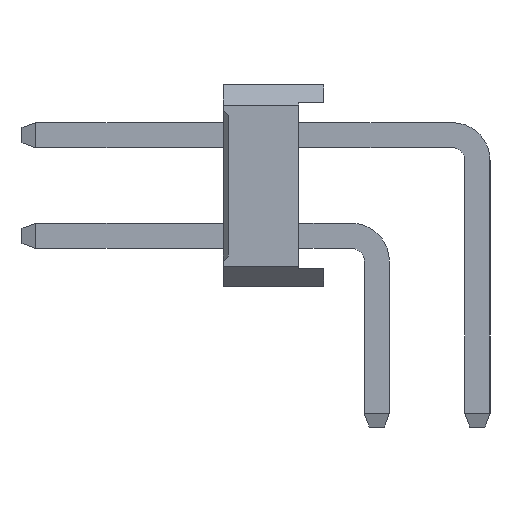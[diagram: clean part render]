
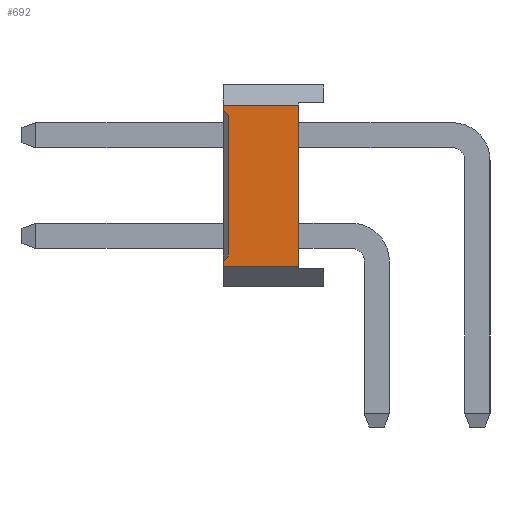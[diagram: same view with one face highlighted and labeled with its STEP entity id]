
A CAD part, left-side view. The second image highlights one B-rep face of the part: STEP entity #692.
In plain terms, the highlighted planar face has unit normal (-1, 0, 0).
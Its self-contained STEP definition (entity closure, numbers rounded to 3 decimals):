
#692=ADVANCED_FACE('',(#12746),#12748,.T.);
#12746=FACE_BOUND('',#12747,.T.);
#12747=EDGE_LOOP('',(#22517,#22518,#22519,#22520,#22521,#22522,#22523,#22524));
#12748=PLANE('',#12749);
#12749=AXIS2_PLACEMENT_3D('',#12750,#12751,#12752);
#12750=CARTESIAN_POINT('',(-1.,1.05,0.4));
#12751=DIRECTION('',(-1.,0.,0.));
#12752=DIRECTION('',(0.,0.,1.));
#22517=ORIENTED_EDGE('',*,*,#28985,.F.);
#22518=ORIENTED_EDGE('',*,*,#28986,.T.);
#22519=ORIENTED_EDGE('',*,*,#28987,.F.);
#22520=ORIENTED_EDGE('',*,*,#28401,.F.);
#22521=ORIENTED_EDGE('',*,*,#28983,.F.);
#22522=ORIENTED_EDGE('',*,*,#28988,.T.);
#22523=ORIENTED_EDGE('',*,*,#28989,.T.);
#22524=ORIENTED_EDGE('',*,*,#28405,.F.);
#28401=EDGE_CURVE('',#31776,#31778,#31779,.T.);
#28405=EDGE_CURVE('',#31784,#31786,#31787,.T.);
#28983=EDGE_CURVE('',#32870,#31776,#32872,.T.);
#28985=EDGE_CURVE('',#32874,#31784,#32875,.F.);
#28986=EDGE_CURVE('',#32874,#32876,#32877,.T.);
#28987=EDGE_CURVE('',#31778,#32876,#32878,.F.);
#28988=EDGE_CURVE('',#32870,#32879,#32880,.T.);
#28989=EDGE_CURVE('',#32879,#31786,#32881,.T.);
#31776=VERTEX_POINT('',#37302);
#31778=VERTEX_POINT('',#37306);
#31779=LINE('',#37307,#37308);
#31784=VERTEX_POINT('',#37318);
#31786=VERTEX_POINT('',#37322);
#31787=LINE('',#37323,#37324);
#32870=VERTEX_POINT('',#39560);
#32872=LINE('',#39564,#39565);
#32874=VERTEX_POINT('',#39570);
#32875=LINE('',#39571,#39572);
#32876=VERTEX_POINT('',#39574);
#32877=LINE('',#39575,#39576);
#32878=LINE('',#39578,#39579);
#32879=VERTEX_POINT('',#39581);
#32880=LINE('',#39582,#39583);
#32881=LINE('',#39585,#39586);
#37302=CARTESIAN_POINT('',(-1.,3.05,0.4));
#37306=CARTESIAN_POINT('',(-1.,3.05,0.5));
#37307=CARTESIAN_POINT('',(-1.,3.05,0.4));
#37308=VECTOR('',#37309,1.);
#37309=DIRECTION('',(0.,0.,1.));
#37318=CARTESIAN_POINT('',(-1.,3.05,3.5));
#37322=CARTESIAN_POINT('',(-1.,3.05,3.6));
#37323=CARTESIAN_POINT('',(-1.,3.05,3.5));
#37324=VECTOR('',#37325,1.);
#37325=DIRECTION('',(0.,0.,1.));
#39560=CARTESIAN_POINT('',(-1.,1.55,0.4));
#39564=CARTESIAN_POINT('',(-1.,1.55,0.4));
#39565=VECTOR('',#39566,1.);
#39566=DIRECTION('',(0.,1.,0.));
#39570=CARTESIAN_POINT('',(-1.,2.95,3.4));
#39571=CARTESIAN_POINT('',(-1.,3.05,3.5));
#39572=VECTOR('',#39573,1.);
#39573=DIRECTION('',(0.,-0.707,-0.707));
#39574=CARTESIAN_POINT('',(-1.,2.95,0.6));
#39575=CARTESIAN_POINT('',(-1.,2.95,3.4));
#39576=VECTOR('',#39577,1.);
#39577=DIRECTION('',(0.,0.,-1.));
#39578=CARTESIAN_POINT('',(-1.,2.95,0.6));
#39579=VECTOR('',#39580,1.);
#39580=DIRECTION('',(0.,0.707,-0.707));
#39581=CARTESIAN_POINT('',(-1.,1.55,3.6));
#39582=CARTESIAN_POINT('',(-1.,1.55,0.4));
#39583=VECTOR('',#39584,1.);
#39584=DIRECTION('',(0.,0.,1.));
#39585=CARTESIAN_POINT('',(-1.,1.55,3.6));
#39586=VECTOR('',#39587,1.);
#39587=DIRECTION('',(0.,1.,0.));
